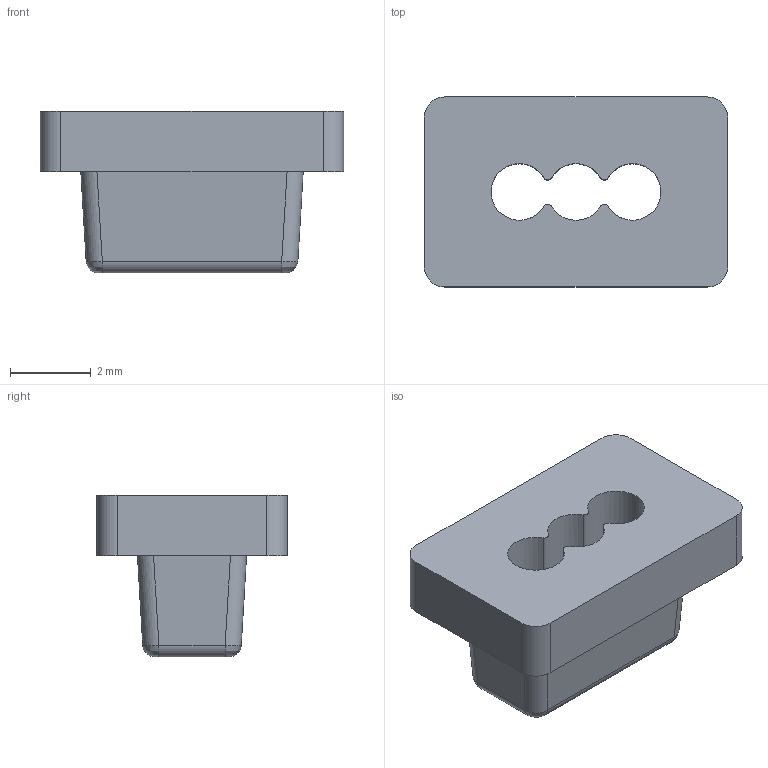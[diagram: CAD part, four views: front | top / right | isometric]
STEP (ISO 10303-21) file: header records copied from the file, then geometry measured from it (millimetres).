
FILE_DESCRIPTION(/* description */ (''),/* implementation_level */ '2;1');
FILE_NAME(/* name */ 'Wire Sleeve.ipt.step',/* time_stamp */ '2020-04-16T23:17:16-04:00',/* author */ ('Jordan'),/* organization */ (''),/* preprocessor_version */ 'ST-DEVELOPER v17',/* originating_system */ 'Autodesk Inventor 2019',/* authorisation */ '');
FILE_SCHEMA (('AUTOMOTIVE_DESIGN { 1 0 10303 214 3 1 1 }'));
Length unit declared in the file: inch
Products named in the file (1): Wire Sleeve
Bounding box: 7.5 x 4.7 x 4 mm (x, y, z)
Volume: 67.3 mm3; surface area: 173.5 mm2
Topology: 1 solids, 1 shells, 47 faces, 124 edges, 76 vertices
Faces by surface type: cylinder 20, plane 11, bspline 8, sphere 4, torus 4
Entity records: 2193 total; most frequent: CARTESIAN_POINT 1041, ORIENTED_EDGE 240, DIRECTION 226, EDGE_CURVE 120, AXIS2_PLACEMENT_3D 91, VERTEX_POINT 76, EDGE_LOOP 50, FACE_OUTER_BOUND 47
